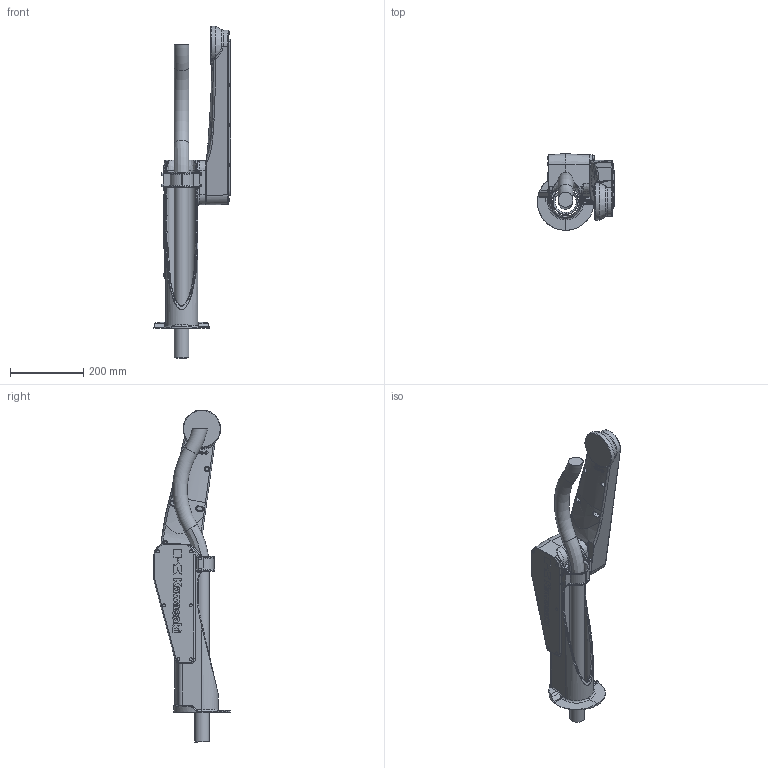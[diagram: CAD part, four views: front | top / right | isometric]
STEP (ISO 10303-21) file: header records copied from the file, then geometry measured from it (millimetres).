
FILE_DESCRIPTION(/* description */ (''),/* implementation_level */ '2;1');
FILE_NAME(/* name */ 'BA006L-AC01_J4.step',/* time_stamp */ '2023-12-25T15:54:47+03:00',/* author */ (''),/* organization */ (''),/* preprocessor_version */ 'ST-DEVELOPER v20',/* originating_system */ 'Autodesk Translation Framework v12.14.0.127',/* authorisation */ '');
FILE_SCHEMA (('AUTOMOTIVE_DESIGN { 1 0 10303 214 3 1 1 }'));
Products named in the file (1): BA006L-AC01_J4
Bounding box: 210.51 x 208 x 905.21 mm (x, y, z)
Volume: 6807435.1 mm3; surface area: 686530.8 mm2
Topology: 25 solids, 25 shells, 891 faces, 2197 edges, 1388 vertices
Faces by surface type: plane 368, cylinder 272, bspline 157, torus 64, cone 29, sphere 1
Full cylindrical faces by diameter (mm): 3.242 x4, 4 x9, 6 x1, 7 x4, 7.6 x15, 10 x4, 40 x1
Entity records: 48873 total; most frequent: CARTESIAN_POINT 28307, ORIENTED_EDGE 4378, DIRECTION 4073, EDGE_CURVE 2189, AXIS2_PLACEMENT_3D 1517, VERTEX_POINT 1388, LINE 1039, VECTOR 1039
